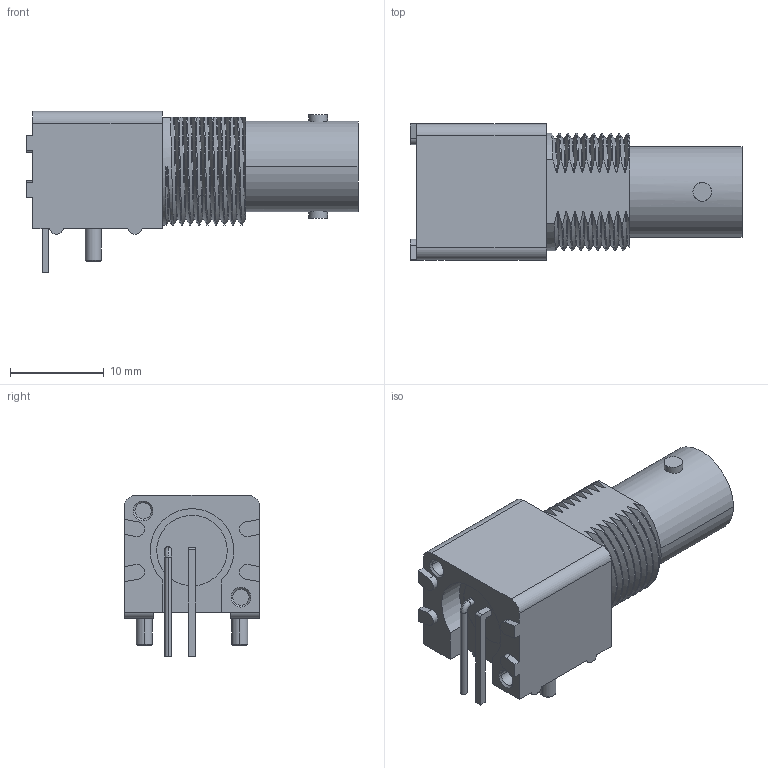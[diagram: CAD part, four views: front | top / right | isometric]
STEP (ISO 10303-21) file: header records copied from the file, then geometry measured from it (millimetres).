
FILE_DESCRIPTION((''),'2;1');
FILE_NAME('31-5540_SW0001','2020-04-30T',('Clement'),(''),'CREO PARAMETRIC BY PTC INC, 2018360','CREO PARAMETRIC BY PTC INC, 2018360','');
FILE_SCHEMA(('CONFIG_CONTROL_DESIGN'));
Length unit declared in the file: millimetre
Products named in the file (1): 31-5540_SW0001
Bounding box: 35.41 x 14.5 x 17.19 mm (x, y, z)
Volume: 3719.8 mm3; surface area: 2583.5 mm2
Topology: 1 solids, 1 shells, 196 faces, 512 edges, 334 vertices
Faces by surface type: plane 75, cylinder 62, bspline 36, cone 21, torus 2
Entity records: 11395 total; most frequent: CARTESIAN_POINT 6764, ORIENTED_EDGE 1024, DIRECTION 844, EDGE_CURVE 512, VERTEX_POINT 334, AXIS2_PLACEMENT_3D 301, VECTOR 242, LINE 242
